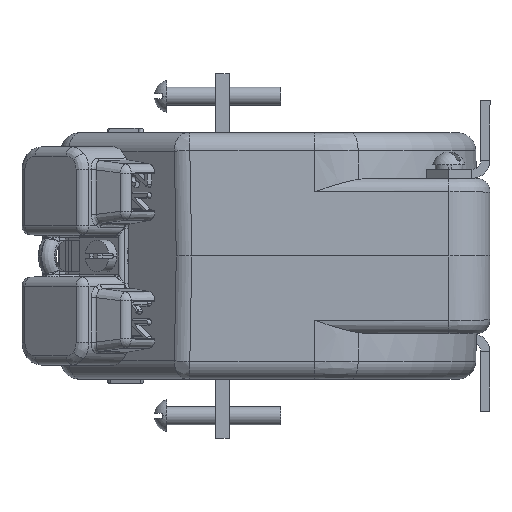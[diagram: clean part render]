
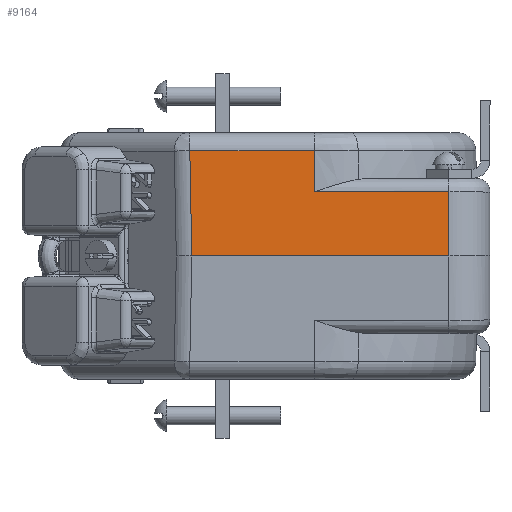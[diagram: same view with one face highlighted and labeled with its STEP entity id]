
A CAD part, left-side view. The second image highlights one B-rep face of the part: STEP entity #9164.
In plain terms, the highlighted planar face has unit normal (-1, 0, 0.018).
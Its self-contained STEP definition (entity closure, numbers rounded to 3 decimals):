
#8237 = VERTEX_POINT ( 'NONE', #59118 ) ;
#9164 = ADVANCED_FACE ( 'NONE', ( #61988 ), #66969, .T. ) ;
#19340 = B_SPLINE_CURVE_WITH_KNOTS ( 'NONE', 3,
 ( #24325, #24341, #24342, #24343, #24344, #24345, #24346 ),
 .UNSPECIFIED., .F., .F.,
 ( 4, 3, 4 ),
 ( -0.003, 0., 0.006 ),
 .UNSPECIFIED. ) ;
#24325 = CARTESIAN_POINT ( 'NONE',  ( -40.755, -6.523, 14.052 ) ) ;
#24340 = CARTESIAN_POINT ( 'NONE',  ( -40.755, -6.513, 14.052 ) ) ;
#24341 = CARTESIAN_POINT ( 'NONE',  ( -40.738, -6.52, 15.035 ) ) ;
#24342 = CARTESIAN_POINT ( 'NONE',  ( -40.72, -6.516, 16.017 ) ) ;
#24343 = CARTESIAN_POINT ( 'NONE',  ( -40.703, -6.513, 17. ) ) ;
#24344 = CARTESIAN_POINT ( 'NONE',  ( -40.668, -6.506, 19.023 ) ) ;
#24345 = CARTESIAN_POINT ( 'NONE',  ( -40.633, -6.499, 21.047 ) ) ;
#24346 = CARTESIAN_POINT ( 'NONE',  ( -40.597, -6.492, 23.07 ) ) ;
#24347 = DIRECTION ( 'NONE',  ( 0., 1., 0. ) ) ;
#24365 = CARTESIAN_POINT ( 'NONE',  ( -41.007, 20.356, -0.384 ) ) ;
#24381 = DIRECTION ( 'NONE',  ( -0.017, -0.019, -1. ) ) ;
#24386 = CARTESIAN_POINT ( 'NONE',  ( -40.597, 0., 23.07 ) ) ;
#24387 = DIRECTION ( 'NONE',  ( 0., 1., 0. ) ) ;
#24388 = CARTESIAN_POINT ( 'NONE',  ( -41., -45., 0. ) ) ;
#24389 = DIRECTION ( 'NONE',  ( 0., -1., 0. ) ) ;
#24390 = CARTESIAN_POINT ( 'NONE',  ( -41., -36., 0. ) ) ;
#24391 = DIRECTION ( 'NONE',  ( 0.017, 0., 1. ) ) ;
#26248 = EDGE_CURVE ( 'NONE', #31326, #31324, #19340, .T. ) ;
#26249 = EDGE_CURVE ( 'NONE', #31328, #31326, #27619, .T. ) ;
#26254 = EDGE_CURVE ( 'NONE', #31332, #8237, #27639, .T. ) ;
#26256 = EDGE_CURVE ( 'NONE', #31324, #31332, #27630, .T. ) ;
#26257 = EDGE_CURVE ( 'NONE', #8237, #31330, #27653, .T. ) ;
#26258 = EDGE_CURVE ( 'NONE', #31330, #31328, #27659, .T. ) ;
#27619 = LINE ( 'NONE', #24340, #27622 ) ;
#27622 = VECTOR ( 'NONE', #24347, 1000. ) ;
#27630 = LINE ( 'NONE', #24386, #27650 ) ;
#27634 = VECTOR ( 'NONE', #24381, 1000. ) ;
#27639 = LINE ( 'NONE', #24365, #27634 ) ;
#27650 = VECTOR ( 'NONE', #24387, 1000. ) ;
#27653 = LINE ( 'NONE', #24388, #27656 ) ;
#27656 = VECTOR ( 'NONE', #24389, 1000. ) ;
#27659 = LINE ( 'NONE', #24390, #27663 ) ;
#27663 = VECTOR ( 'NONE', #24391, 1000. ) ;
#31324 = VERTEX_POINT ( 'NONE', #37536 ) ;
#31326 = VERTEX_POINT ( 'NONE', #37537 ) ;
#31328 = VERTEX_POINT ( 'NONE', #37538 ) ;
#31330 = VERTEX_POINT ( 'NONE', #37539 ) ;
#31332 = VERTEX_POINT ( 'NONE', #37540 ) ;
#34354 = ORIENTED_EDGE ( 'NONE', *, *, #26258, .T. ) ;
#34356 = ORIENTED_EDGE ( 'NONE', *, *, #26249, .T. ) ;
#34358 = ORIENTED_EDGE ( 'NONE', *, *, #26248, .T. ) ;
#34360 = ORIENTED_EDGE ( 'NONE', *, *, #26256, .T. ) ;
#34362 = ORIENTED_EDGE ( 'NONE', *, *, #26254, .T. ) ;
#34364 = ORIENTED_EDGE ( 'NONE', *, *, #26257, .T. ) ;
#37536 = CARTESIAN_POINT ( 'NONE',  ( -40.597, -6.492, 23.07 ) ) ;
#37537 = CARTESIAN_POINT ( 'NONE',  ( -40.755, -6.523, 14.052 ) ) ;
#37538 = CARTESIAN_POINT ( 'NONE',  ( -40.755, -36., 14.052 ) ) ;
#37539 = CARTESIAN_POINT ( 'NONE',  ( -41., -36., 0. ) ) ;
#37540 = CARTESIAN_POINT ( 'NONE',  ( -40.597, 20.798, 23.07 ) ) ;
#53019 = EDGE_LOOP ( 'NONE', ( #34354, #34356, #34358, #34360, #34362, #34364 ) ) ;
#59118 = CARTESIAN_POINT ( 'NONE',  ( -41., 20.363, 0. ) ) ;
#61221 = AXIS2_PLACEMENT_3D ( 'NONE', #66962, #66976, #66978 ) ;
#61988 = FACE_OUTER_BOUND ( 'NONE', #53019, .T. ) ;
#66962 = CARTESIAN_POINT ( 'NONE',  ( -41., 0., 0. ) ) ;
#66969 = PLANE ( 'NONE',  #61221 ) ;
#66976 = DIRECTION ( 'NONE',  ( -1., 0., 0.017 ) ) ;
#66978 = DIRECTION ( 'NONE',  ( 0.017, 0., 1. ) ) ;
